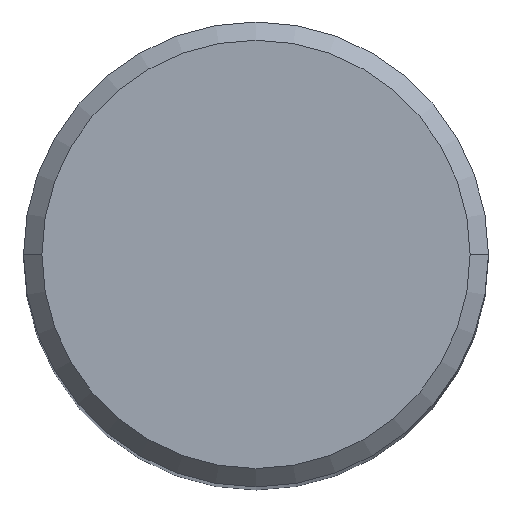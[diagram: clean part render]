
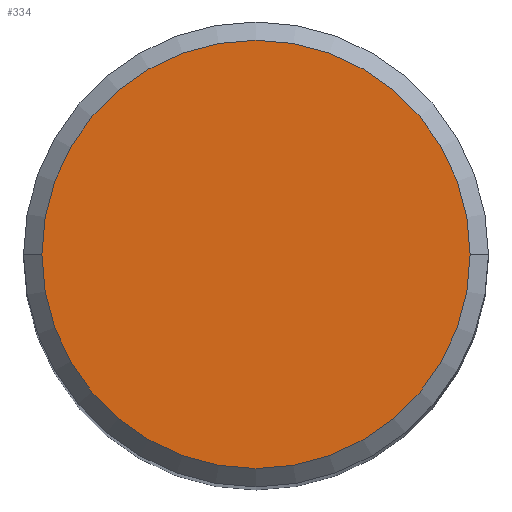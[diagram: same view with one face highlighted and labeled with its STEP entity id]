
A CAD part, top view. The second image highlights one B-rep face of the part: STEP entity #334.
In plain terms, the highlighted planar face has unit normal (0, 0, 1).
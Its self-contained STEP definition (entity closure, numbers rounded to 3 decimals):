
#85=PLANE('',#1524);
#334=ADVANCED_FACE('',(#412),#85,.T.);
#412=FACE_OUTER_BOUND('',#493,.T.);
#493=EDGE_LOOP('',(#857,#858,#859));
#566=CIRCLE('',#1517,11.7);
#567=CIRCLE('',#1518,11.7);
#568=CIRCLE('',#1520,11.7);
#857=ORIENTED_EDGE('',*,*,#1269,.F.);
#858=ORIENTED_EDGE('',*,*,#1267,.F.);
#859=ORIENTED_EDGE('',*,*,#1266,.F.);
#1096=VERTEX_POINT('',#2562);
#1097=VERTEX_POINT('',#2564);
#1098=VERTEX_POINT('',#2566);
#1266=EDGE_CURVE('',#1096,#1097,#566,.T.);
#1267=EDGE_CURVE('',#1097,#1098,#567,.T.);
#1269=EDGE_CURVE('',#1098,#1096,#568,.T.);
#1517=AXIS2_PLACEMENT_3D('',#2563,#1848,#1849);
#1518=AXIS2_PLACEMENT_3D('',#2565,#1850,#1851);
#1520=AXIS2_PLACEMENT_3D('',#2569,#1855,#1856);
#1524=AXIS2_PLACEMENT_3D('',#2573,#1863,#1864);
#1848=DIRECTION('',(0.,0.,-1.));
#1849=DIRECTION('',(1.,0.,0.));
#1850=DIRECTION('',(0.,0.,-1.));
#1851=DIRECTION('',(0.,-1.,0.));
#1855=DIRECTION('',(0.,0.,-1.));
#1856=DIRECTION('',(-1.,0.,0.));
#1863=DIRECTION('',(0.,0.,1.));
#1864=DIRECTION('',(-1.,0.,0.));
#2562=CARTESIAN_POINT('',(11.7,0.,0.));
#2563=CARTESIAN_POINT('',(0.,0.,0.));
#2564=CARTESIAN_POINT('',(0.,-11.7,0.));
#2565=CARTESIAN_POINT('',(0.,0.,0.));
#2566=CARTESIAN_POINT('',(-11.7,0.,0.));
#2569=CARTESIAN_POINT('',(0.,0.,0.));
#2573=CARTESIAN_POINT('',(0.,0.,0.));
